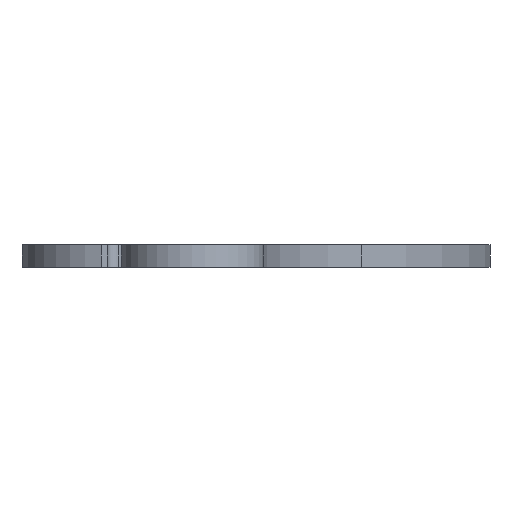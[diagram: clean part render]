
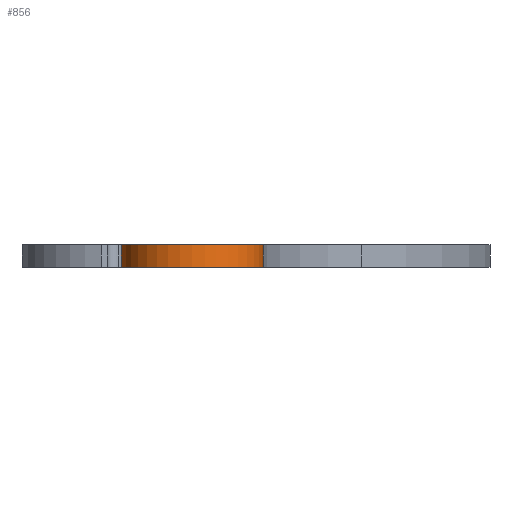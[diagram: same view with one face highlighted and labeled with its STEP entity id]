
A CAD part, front view. The second image highlights one B-rep face of the part: STEP entity #856.
In plain terms, the highlighted cylindrical face has radius 12.5 mm (diameter 25 mm), a partial arc.
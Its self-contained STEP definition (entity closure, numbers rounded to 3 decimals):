
#34 = CARTESIAN_POINT ( 'NONE',  ( 12.5, 0., 4. ) ) ;
#114 = CIRCLE ( 'NONE', #1375, 12.5 ) ;
#131 = EDGE_CURVE ( 'NONE', #1238, #1323, #1136, .T. ) ;
#310 = DIRECTION ( 'NONE',  ( 0., 0., -1. ) ) ;
#424 = CARTESIAN_POINT ( 'NONE',  ( -12.5, -0.005, 4. ) ) ;
#497 = ORIENTED_EDGE ( 'NONE', *, *, #1036, .F. ) ;
#554 = VECTOR ( 'NONE', #310, 1000. ) ;
#564 = CARTESIAN_POINT ( 'NONE',  ( -12.5, -0.005, 0. ) ) ;
#607 = ORIENTED_EDGE ( 'NONE', *, *, #815, .T. ) ;
#618 = AXIS2_PLACEMENT_3D ( 'NONE', #1204, #1091, #1103 ) ;
#631 = EDGE_CURVE ( 'NONE', #1097, #1323, #695, .T. ) ;
#695 = LINE ( 'NONE', #34, #980 ) ;
#701 = CARTESIAN_POINT ( 'NONE',  ( -12.5, -0.005, 4. ) ) ;
#742 = FACE_OUTER_BOUND ( 'NONE', #1051, .T. ) ;
#815 = EDGE_CURVE ( 'NONE', #1275, #1238, #1182, .T. ) ;
#856 = ADVANCED_FACE ( 'NONE', ( #742 ), #1303, .T. ) ;
#868 = ORIENTED_EDGE ( 'NONE', *, *, #631, .F. ) ;
#980 = VECTOR ( 'NONE', #1332, 1000. ) ;
#1007 = AXIS2_PLACEMENT_3D ( 'NONE', #1113, #1124, #1108 ) ;
#1036 = EDGE_CURVE ( 'NONE', #1275, #1097, #114, .T. ) ;
#1051 = EDGE_LOOP ( 'NONE', ( #1118, #868, #497, #607 ) ) ;
#1091 = DIRECTION ( 'NONE',  ( 0., 0., 1. ) ) ;
#1097 = VERTEX_POINT ( 'NONE', #1286 ) ;
#1103 = DIRECTION ( 'NONE',  ( 1., 0., 0. ) ) ;
#1108 = DIRECTION ( 'NONE',  ( -1., 0., 0. ) ) ;
#1113 = CARTESIAN_POINT ( 'NONE',  ( 0., 0., 4. ) ) ;
#1118 = ORIENTED_EDGE ( 'NONE', *, *, #131, .T. ) ;
#1124 = DIRECTION ( 'NONE',  ( 0., 0., -1. ) ) ;
#1136 = CIRCLE ( 'NONE', #618, 12.5 ) ;
#1150 = CARTESIAN_POINT ( 'NONE',  ( 12.5, 0., 0. ) ) ;
#1182 = LINE ( 'NONE', #424, #554 ) ;
#1204 = CARTESIAN_POINT ( 'NONE',  ( 0., 0., 0. ) ) ;
#1230 = DIRECTION ( 'NONE',  ( 1., 0., 0. ) ) ;
#1238 = VERTEX_POINT ( 'NONE', #564 ) ;
#1267 = DIRECTION ( 'NONE',  ( 0., 0., 1. ) ) ;
#1274 = CARTESIAN_POINT ( 'NONE',  ( 0., 0., 4. ) ) ;
#1275 = VERTEX_POINT ( 'NONE', #701 ) ;
#1286 = CARTESIAN_POINT ( 'NONE',  ( 12.5, 0., 4. ) ) ;
#1303 = CYLINDRICAL_SURFACE ( 'NONE', #1007, 12.5 ) ;
#1323 = VERTEX_POINT ( 'NONE', #1150 ) ;
#1332 = DIRECTION ( 'NONE',  ( 0., 0., -1. ) ) ;
#1375 = AXIS2_PLACEMENT_3D ( 'NONE', #1274, #1267, #1230 ) ;
